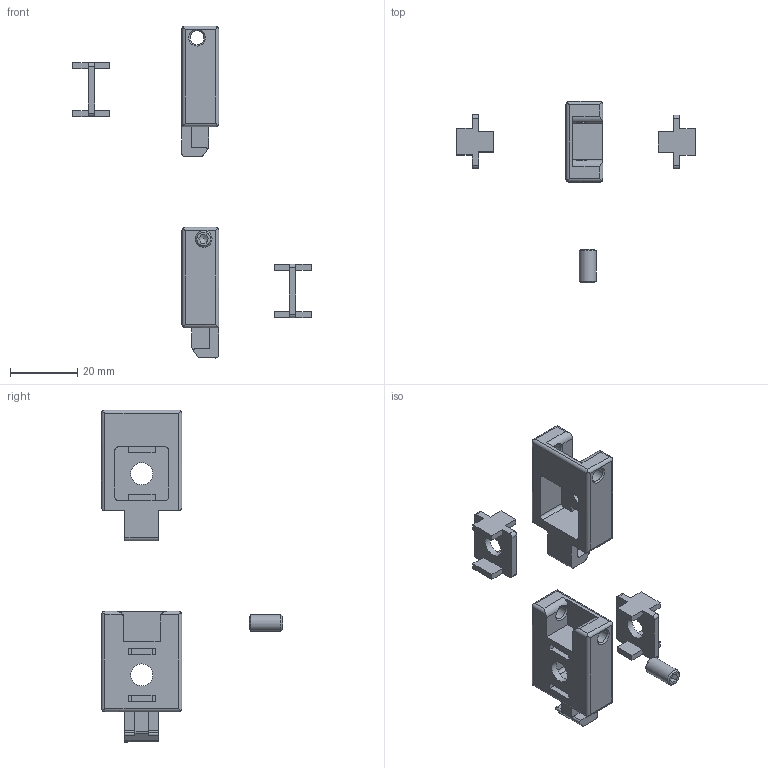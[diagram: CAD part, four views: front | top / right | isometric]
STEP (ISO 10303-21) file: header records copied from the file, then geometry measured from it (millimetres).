
FILE_DESCRIPTION(/* description */ ('KriTec Aufhängung 6/8'),/* implementation_level */ '2;1');
FILE_NAME(/* name */ '19715_KriTec_Aufhaengung_6_8.stp',/* time_stamp */ '2019-12-09T11:52:30+01:00',/* author */ ('Steiner'),/* organization */ (''),/* preprocessor_version */ 'ST-DEVELOPER v17',/* originating_system */ 'Autodesk Inventor 2018',/* authorisation */ '');
FILE_SCHEMA (('AUTOMOTIVE_DESIGN { 1 0 10303 214 3 1 1 }'));
Length unit declared in the file: millimetre
Products named in the file (5): 19715; Aufhängung_1; Aufhängung_2; Verdrehsicherung_1; DIN 913 - M5 x 10
Assembly tree (5 placements, depth 2):
  19715
    Aufhängung_1
    Aufhängung_2
    Verdrehsicherung_1  x2
    DIN 913 - M5 x 10
Bounding box: 71 x 54 x 99 mm (x, y, z)
Volume: 11240 mm3; surface area: 9455.3 mm2
Topology: 5 solids, 5 shells, 202 faces, 577 edges, 375 vertices
Faces by surface type: plane 120, cylinder 71, cone 11
Full cylindrical faces by diameter (mm): 4.134 x4, 5 x1, 6.6 x4
Entity records: 6040 total; most frequent: CARTESIAN_POINT 1108, DIRECTION 1003, ORIENTED_EDGE 1002, EDGE_CURVE 501, LINE 343, VECTOR 343, AXIS2_PLACEMENT_3D 330, VERTEX_POINT 325
